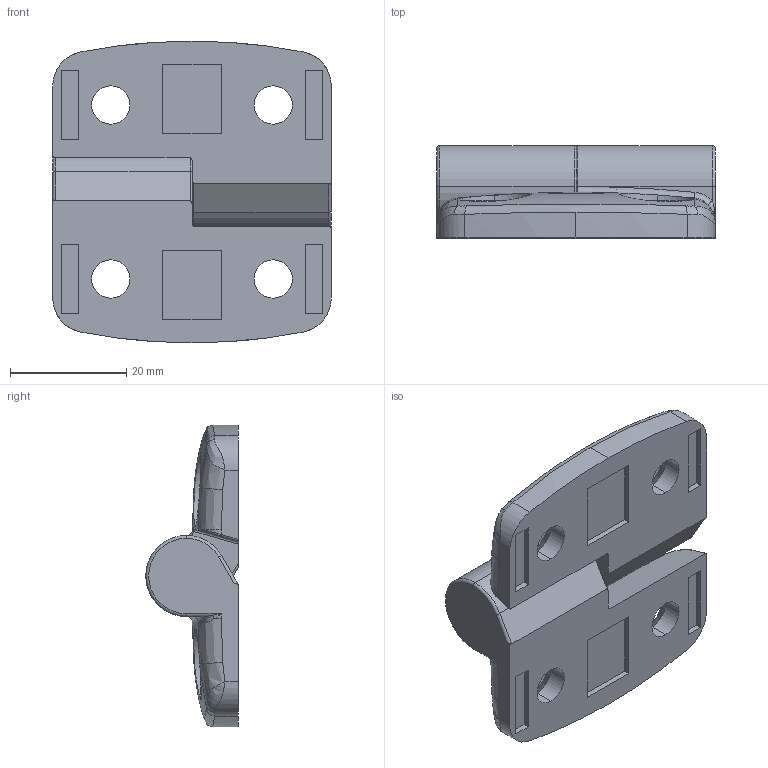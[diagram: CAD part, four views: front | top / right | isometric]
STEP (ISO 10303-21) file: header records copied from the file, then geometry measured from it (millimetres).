
FILE_DESCRIPTION (( 'STEP AP214' ), '1' );
FILE_NAME ('095k2525L00.STEP', '2014-08-13T09:31:52', ( '' ), ( '' ), 'SwSTEP 2.0', 'SolidWorks 2014', '' );
FILE_SCHEMA (( 'AUTOMOTIVE_DESIGN' ));
Length unit declared in the file: millimetre
Products named in the file (3): 095k-01_6-41; 095k25L00_095 k 25 L00; 095k2525L00
Assembly tree (3 placements, depth 2):
  095k2525L00
    095k25L00_095 k 25 L00  x2
    095k-01_6-41
Bounding box: 48 x 15.95 x 52 mm (x, y, z)
Volume: 18000.3 mm3; surface area: 9368.6 mm2
Topology: 3 solids, 3 shells, 168 faces, 412 edges, 250 vertices
Faces by surface type: cylinder 52, plane 52, bspline 38, cone 14, torus 12
Entity records: 3688 total; most frequent: CARTESIAN_POINT 1615, ORIENTED_EDGE 432, DIRECTION 365, EDGE_CURVE 216, AXIS2_PLACEMENT_3D 140, VERTEX_POINT 133, EDGE_LOOP 99, FACE_OUTER_BOUND 91
